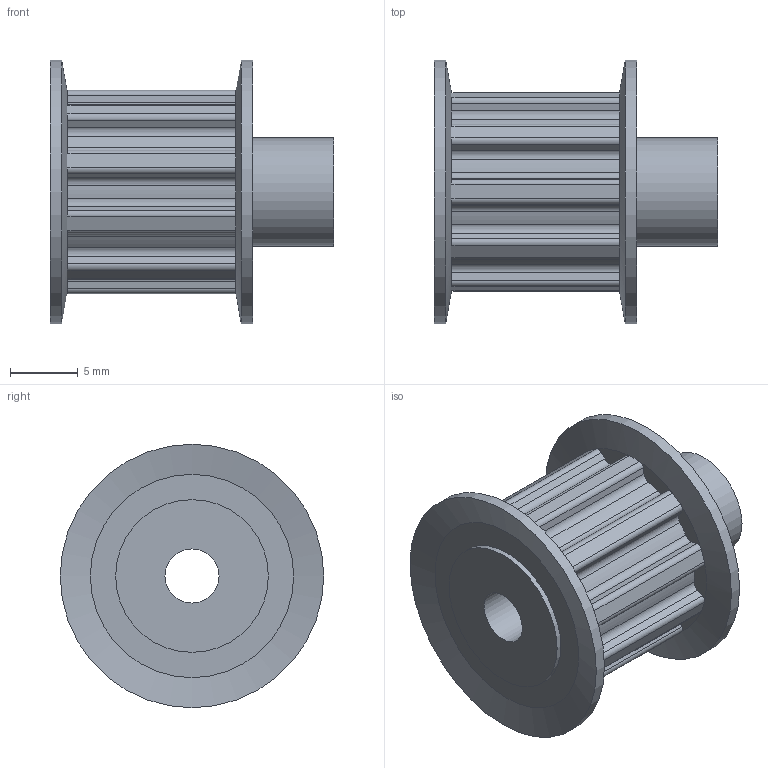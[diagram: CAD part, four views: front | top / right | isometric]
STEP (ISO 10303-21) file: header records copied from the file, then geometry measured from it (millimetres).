
FILE_DESCRIPTION(/* description */ (''),/* implementation_level */ '2;1');
FILE_NAME(/* name */ 'Zahnscheibe T5 14-2 v1.step',/* time_stamp */ '2020-01-23T18:51:41+01:00',/* author */ (''),/* organization */ (''),/* preprocessor_version */ 'ST-DEVELOPER v18',/* originating_system */ 'Autodesk Translation Framework v8.6.0.1094',/* authorisation */ '');
FILE_SCHEMA (('AUTOMOTIVE_DESIGN { 1 0 10303 214 3 1 1 }'));
Length unit declared in the file: millimetre
Products named in the file (1): Zahnscheibe T5 14-2 
Bounding box: 21 x 19.5 x 19.5 mm (x, y, z)
Volume: 2461.2 mm3; surface area: 2150.4 mm2
Topology: 1 solids, 1 shells, 113 faces, 332 edges, 223 vertices
Faces by surface type: cylinder 55, plane 54, cone 4
Full cylindrical faces by diameter (mm): 4 x1, 8 x1, 11.3 x1, 19.5 x2
Entity records: 3966 total; most frequent: CARTESIAN_POINT 909, ORIENTED_EDGE 664, DIRECTION 643, EDGE_CURVE 332, AXIS2_PLACEMENT_3D 257, VERTEX_POINT 223, CIRCLE 143, LINE 129
